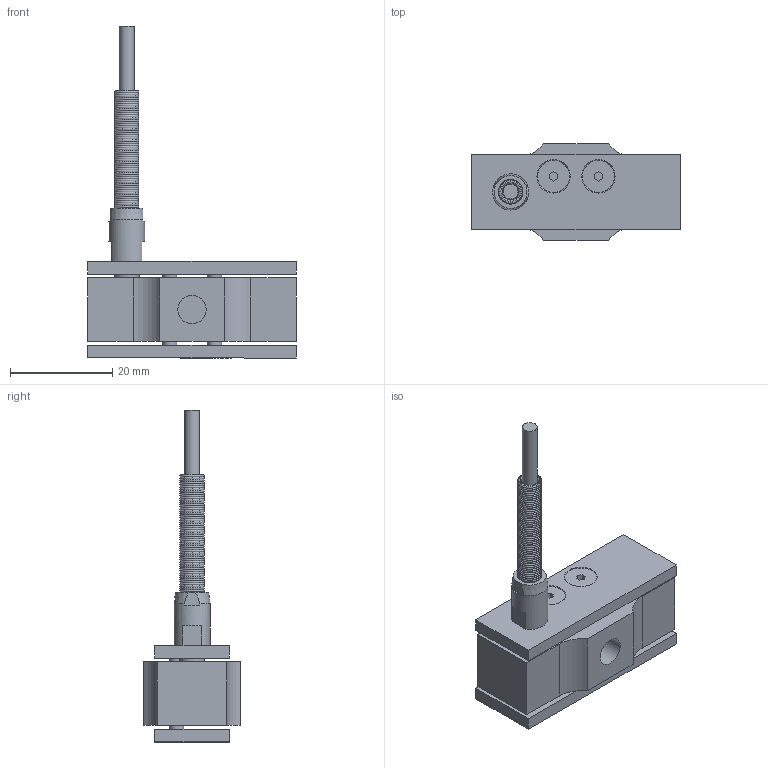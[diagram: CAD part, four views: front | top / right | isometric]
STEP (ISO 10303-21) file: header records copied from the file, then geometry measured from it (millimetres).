
FILE_DESCRIPTION((''),'2;1');
FILE_NAME('LRF325 75 lb.stp','2010-11-29T14:18:14',('thomasl'),(''),'Autodesk Inventor 2008','Autodesk Inventor 2008','');
FILE_SCHEMA(('AUTOMOTIVE_DESIGN { 1 0 10303 214 1 1 1 1 }'));
Length unit declared in the file: inch
Products named in the file (5): LRF325 75 lb (LevelofDetail1); $F1657-C (~1); 15E88; 15E88A; 15E88B
Assembly tree (4 placements, depth 3):
  LRF325 75 lb (LevelofDetail1)
    $F1657-C (~1)
      15E88
      15E88A
      15E88B
Bounding box: 40.92 x 18.92 x 65 mm (x, y, z)
Volume: 11275.8 mm3; surface area: 7405.8 mm2
Topology: 3 solids, 3 shells, 168 faces, 371 edges, 226 vertices
Faces by surface type: plane 71, bspline 60, cylinder 22, cone 13, torus 2
Full cylindrical faces by diameter (mm): 2.839 x4, 2.921 x1, 3.048 x1, 3.302 x5, 4.801 x1, 4.851 x1, 5.334 x1, 5.555 x2, 5.791 x1, 7.061 x1
Entity records: 8670 total; most frequent: CARTESIAN_POINT 5413, DIRECTION 622, ORIENTED_EDGE 536, EDGE_LOOP 284, EDGE_CURVE 268, AXIS2_PLACEMENT_3D 241, VERTEX_POINT 214, FACE_OUTER_BOUND 168
